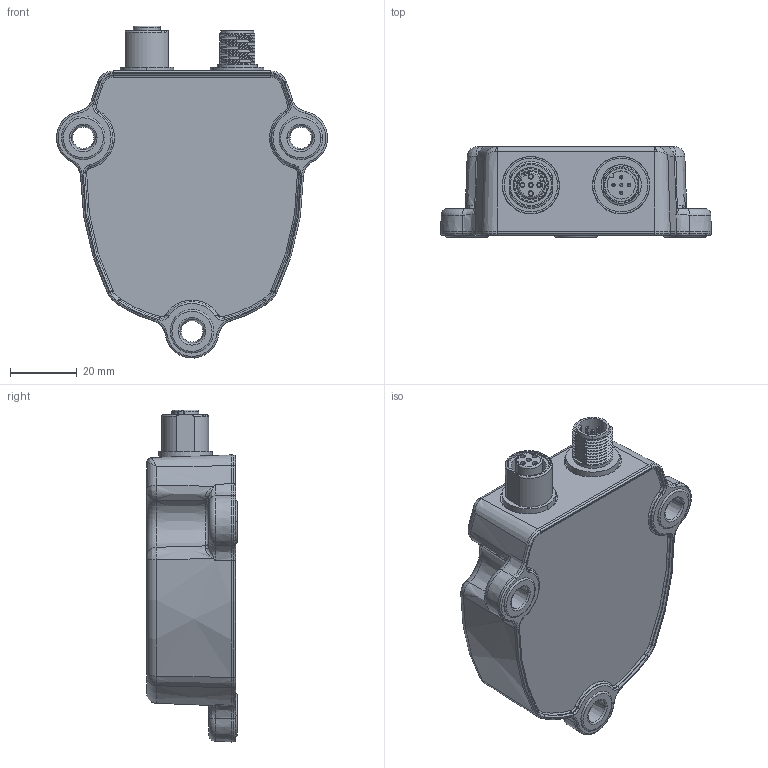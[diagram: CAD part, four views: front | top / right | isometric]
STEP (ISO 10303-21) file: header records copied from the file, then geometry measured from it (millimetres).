
FILE_DESCRIPTION((''),'2;1');
FILE_NAME('CAD-6805_SW0001','2020-01-10T08:09:45',('creinig-se'),(''),'CREO PARAMETRIC BY PTC INC, 2018420','CREO PARAMETRIC BY PTC INC, 2018420','');
FILE_SCHEMA(('CONFIG_CONTROL_DESIGN','SHAPE_APPEARANCE_LAYERS_GROUPS'));
Length unit declared in the file: millimetre
Products named in the file (1): CAD-6805_SW0001
Bounding box: 81 x 27 x 99.19 mm (x, y, z)
Volume: 109791.8 mm3; surface area: 19672.7 mm2
Topology: 1 solids, 1 shells, 863 faces, 2427 edges, 1599 vertices
Faces by surface type: plane 303, cylinder 224, bspline 157, torus 93, cone 74, sphere 10, extrusion 2
Entity records: 44446 total; most frequent: CARTESIAN_POINT 16363, ORIENTED_EDGE 4828, DIRECTION 4374, EDGE_CURVE 2414, AXIS2_PLACEMENT_3D 1684, VERTEX_POINT 1593, VECTOR 1006, LINE 1004
